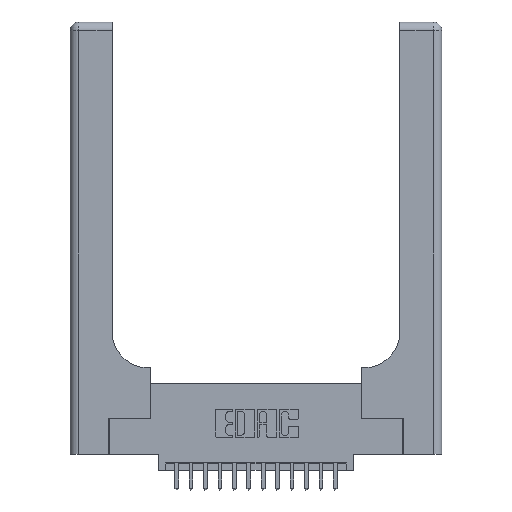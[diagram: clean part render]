
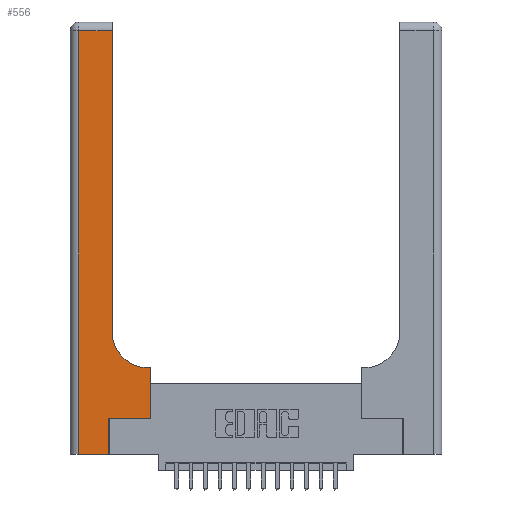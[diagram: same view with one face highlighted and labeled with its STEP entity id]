
A CAD part, top view. The second image highlights one B-rep face of the part: STEP entity #556.
In plain terms, the highlighted planar face has unit normal (0, 0, 1).
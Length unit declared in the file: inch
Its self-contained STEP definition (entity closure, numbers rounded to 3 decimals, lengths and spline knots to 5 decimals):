
#128 = LINE ( 'NONE', #18193, #11393 ) ;
#349 = VERTEX_POINT ( 'NONE', #13195 ) ;
#440 = ORIENTED_EDGE ( 'NONE', *, *, #9964, .T. ) ;
#556 = ADVANCED_FACE ( 'NONE', ( #15174 ), #7031, .F. ) ;
#717 = DIRECTION ( 'NONE',  ( -1., 0., 0. ) ) ;
#792 = LINE ( 'NONE', #3830, #15909 ) ;
#1017 = VERTEX_POINT ( 'NONE', #1272 ) ;
#1180 = CIRCLE ( 'NONE', #18577, 0.25 ) ;
#1272 = CARTESIAN_POINT ( 'NONE',  ( 0.5585, 0.25, 0.37 ) ) ;
#1457 = VERTEX_POINT ( 'NONE', #14175 ) ;
#1564 = EDGE_CURVE ( 'NONE', #15721, #9798, #8170, .T. ) ;
#1859 = LINE ( 'NONE', #2523, #18186 ) ;
#2523 = CARTESIAN_POINT ( 'NONE',  ( 0.269, 0.25, 0.37 ) ) ;
#2826 = CARTESIAN_POINT ( 'NONE',  ( 0.06, 3., 0.37 ) ) ;
#3024 = EDGE_CURVE ( 'NONE', #3041, #1457, #1180, .T. ) ;
#3041 = VERTEX_POINT ( 'NONE', #11666 ) ;
#3641 = CARTESIAN_POINT ( 'NONE',  ( 0.2915, 0.6, 0.37 ) ) ;
#3830 = CARTESIAN_POINT ( 'NONE',  ( 0., 0., 0.37 ) ) ;
#4022 = EDGE_CURVE ( 'NONE', #4682, #15721, #128, .T. ) ;
#4388 = EDGE_CURVE ( 'NONE', #9746, #6637, #18299, .T. ) ;
#4401 = DIRECTION ( 'NONE',  ( 0., -1., 0. ) ) ;
#4682 = VERTEX_POINT ( 'NONE', #11193 ) ;
#5308 = DIRECTION ( 'NONE',  ( 1., 0., 0. ) ) ;
#5405 = ORIENTED_EDGE ( 'NONE', *, *, #7739, .T. ) ;
#5729 = ORIENTED_EDGE ( 'NONE', *, *, #1564, .T. ) ;
#6496 = CARTESIAN_POINT ( 'NONE',  ( 0.2915, 3., 0.37 ) ) ;
#6637 = VERTEX_POINT ( 'NONE', #7254 ) ;
#6987 = DIRECTION ( 'NONE',  ( -1., 0., 0. ) ) ;
#7002 = DIRECTION ( 'NONE',  ( 0., 0., -1. ) ) ;
#7031 = PLANE ( 'NONE',  #16347 ) ;
#7163 = LINE ( 'NONE', #6496, #14880 ) ;
#7254 = CARTESIAN_POINT ( 'NONE',  ( 0.269, 0.25, 0.37 ) ) ;
#7290 = DIRECTION ( 'NONE',  ( 0., 1., 0. ) ) ;
#7333 = LINE ( 'NONE', #16828, #18329 ) ;
#7375 = DIRECTION ( 'NONE',  ( 0., 0., -1. ) ) ;
#7591 = CARTESIAN_POINT ( 'NONE',  ( 0.269, 0., 0.37 ) ) ;
#7710 = CARTESIAN_POINT ( 'NONE',  ( 0.06, 0., 0.37 ) ) ;
#7739 = EDGE_CURVE ( 'NONE', #6637, #1017, #1859, .T. ) ;
#8147 = EDGE_CURVE ( 'NONE', #1457, #4682, #7163, .T. ) ;
#8170 = LINE ( 'NONE', #2826, #11550 ) ;
#9175 = VECTOR ( 'NONE', #717, 39.37008 ) ;
#9746 = VERTEX_POINT ( 'NONE', #7591 ) ;
#9798 = VERTEX_POINT ( 'NONE', #7710 ) ;
#9799 = VECTOR ( 'NONE', #7290, 39.37008 ) ;
#9964 = EDGE_CURVE ( 'NONE', #349, #3041, #13057, .T. ) ;
#9970 = CARTESIAN_POINT ( 'NONE',  ( 0., 3., 0.37 ) ) ;
#10174 = EDGE_LOOP ( 'NONE', ( #10369, #14343, #5729, #10629, #17063, #5405, #12530, #440, #15020 ) ) ;
#10369 = ORIENTED_EDGE ( 'NONE', *, *, #8147, .T. ) ;
#10528 = EDGE_CURVE ( 'NONE', #1017, #349, #7333, .T. ) ;
#10629 = ORIENTED_EDGE ( 'NONE', *, *, #17857, .T. ) ;
#11193 = CARTESIAN_POINT ( 'NONE',  ( 0.2915, 2.94, 0.37 ) ) ;
#11393 = VECTOR ( 'NONE', #13939, 39.37008 ) ;
#11550 = VECTOR ( 'NONE', #4401, 39.37008 ) ;
#11666 = CARTESIAN_POINT ( 'NONE',  ( 0.5415, 0.6, 0.37 ) ) ;
#12530 = ORIENTED_EDGE ( 'NONE', *, *, #10528, .T. ) ;
#12582 = DIRECTION ( 'NONE',  ( 0., 1., 0. ) ) ;
#12757 = DIRECTION ( 'NONE',  ( 1., 0., 0. ) ) ;
#13057 = LINE ( 'NONE', #3641, #9175 ) ;
#13195 = CARTESIAN_POINT ( 'NONE',  ( 0.5585, 0.6, 0.37 ) ) ;
#13452 = CARTESIAN_POINT ( 'NONE',  ( 0.06, 2.94, 0.37 ) ) ;
#13939 = DIRECTION ( 'NONE',  ( -1., 0., 0. ) ) ;
#14175 = CARTESIAN_POINT ( 'NONE',  ( 0.2915, 0.85, 0.37 ) ) ;
#14343 = ORIENTED_EDGE ( 'NONE', *, *, #4022, .T. ) ;
#14880 = VECTOR ( 'NONE', #18006, 39.37008 ) ;
#15020 = ORIENTED_EDGE ( 'NONE', *, *, #3024, .T. ) ;
#15174 = FACE_OUTER_BOUND ( 'NONE', #10174, .T. ) ;
#15721 = VERTEX_POINT ( 'NONE', #13452 ) ;
#15909 = VECTOR ( 'NONE', #5308, 39.37008 ) ;
#16052 = CARTESIAN_POINT ( 'NONE',  ( 0.5415, 0.85, 0.37 ) ) ;
#16347 = AXIS2_PLACEMENT_3D ( 'NONE', #9970, #7002, #6987 ) ;
#16828 = CARTESIAN_POINT ( 'NONE',  ( 0.5585, 0.25, 0.37 ) ) ;
#17063 = ORIENTED_EDGE ( 'NONE', *, *, #4388, .T. ) ;
#17422 = CARTESIAN_POINT ( 'NONE',  ( 0.269, 0., 0.37 ) ) ;
#17435 = DIRECTION ( 'NONE',  ( 1., 0., 0. ) ) ;
#17857 = EDGE_CURVE ( 'NONE', #9798, #9746, #792, .T. ) ;
#18006 = DIRECTION ( 'NONE',  ( 0., 1., 0. ) ) ;
#18186 = VECTOR ( 'NONE', #12757, 39.37008 ) ;
#18193 = CARTESIAN_POINT ( 'NONE',  ( 0., 2.94, 0.37 ) ) ;
#18299 = LINE ( 'NONE', #17422, #9799 ) ;
#18329 = VECTOR ( 'NONE', #12582, 39.37008 ) ;
#18577 = AXIS2_PLACEMENT_3D ( 'NONE', #16052, #7375, #17435 ) ;
